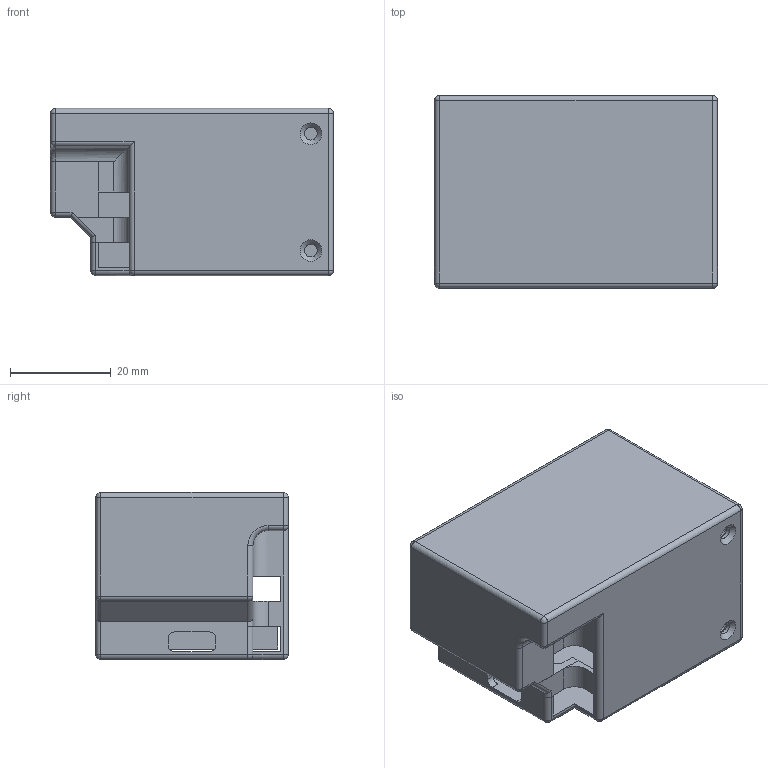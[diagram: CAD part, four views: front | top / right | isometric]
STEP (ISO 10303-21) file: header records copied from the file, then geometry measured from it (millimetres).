
FILE_DESCRIPTION(/* description */ ('','CAx-IF Rec.Pracs.---Representation and Presentation of Product Manufacturing Information (PMI)---4.0---2014-10-13'),/* implementation_level */ '2;1');
FILE_NAME(/* name */ 'biolistener_case_v13.step',/* time_stamp */ '2025-02-16T17:02:46+02:00',/* author */ (''),/* organization */ (''),/* preprocessor_version */ 'ST-DEVELOPER v20',/* originating_system */ 'Autodesk Translation Framework v13.20.0.188',/* authorisation */ '');
FILE_SCHEMA (('AP242_MANAGED_MODEL_BASED_3D_ENGINEERING_MIM_LF { 1 0 10303 442 1 1 4 }'));
Length unit declared in the file: millimetre
Products named in the file (1): biolistener_case
Bounding box: 56.2 x 38.2 x 33.2 mm (x, y, z)
Volume: 17737.5 mm3; surface area: 19430.8 mm2
Topology: 3 solids, 3 shells, 116 faces, 281 edges, 171 vertices
Faces by surface type: plane 55, cylinder 44, sphere 12, cone 4, torus 1
Full cylindrical faces by diameter (mm): 2.5 x4, 3.2 x4
Entity records: 3434 total; most frequent: CARTESIAN_POINT 609, DIRECTION 599, ORIENTED_EDGE 562, EDGE_CURVE 281, AXIS2_PLACEMENT_3D 203, LINE 193, VECTOR 193, VERTEX_POINT 171
